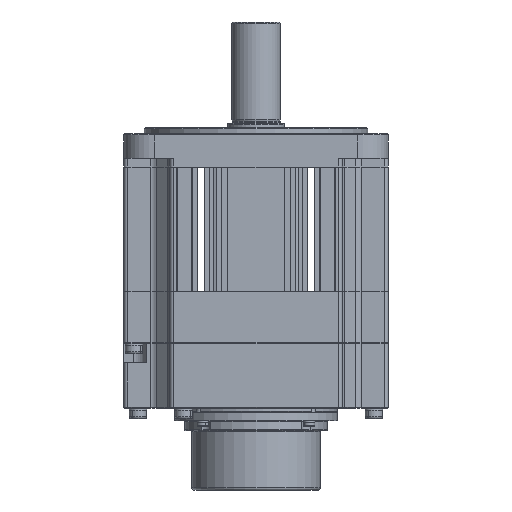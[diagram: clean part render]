
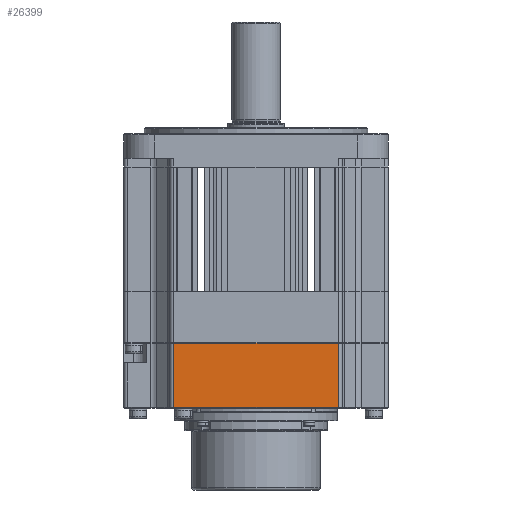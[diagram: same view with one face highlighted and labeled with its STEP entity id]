
A CAD part, front view. The second image highlights one B-rep face of the part: STEP entity #26399.
In plain terms, the highlighted planar face has unit normal (0, -1, 0).
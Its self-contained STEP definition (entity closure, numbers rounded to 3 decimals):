
#664 = VECTOR ( 'NONE', #794, 1000. ) ;
#794 = DIRECTION ( 'NONE',  ( 1., 0., 0. ) ) ;
#1197 = CARTESIAN_POINT ( 'NONE',  ( -41.258, -67.465, 6.6 ) ) ;
#3155 = DIRECTION ( 'NONE',  ( 0., 0., 1. ) ) ;
#3667 = FACE_OUTER_BOUND ( 'NONE', #44247, .T. ) ;
#4516 = VERTEX_POINT ( 'NONE', #1197 ) ;
#4556 = ORIENTED_EDGE ( 'NONE', *, *, #21882, .T. ) ;
#5460 = EDGE_CURVE ( 'NONE', #20168, #21579, #37780, .T. ) ;
#8640 = PLANE ( 'NONE',  #19692 ) ;
#10003 = LINE ( 'NONE', #32051, #664 ) ;
#13255 = EDGE_CURVE ( 'NONE', #4516, #14184, #10003, .T. ) ;
#13284 = CARTESIAN_POINT ( 'NONE',  ( -41.258, -67.465, 38.1 ) ) ;
#14184 = VERTEX_POINT ( 'NONE', #38808 ) ;
#15062 = ORIENTED_EDGE ( 'NONE', *, *, #13255, .T. ) ;
#15078 = DIRECTION ( 'NONE',  ( 1., 0., 0. ) ) ;
#15705 = CARTESIAN_POINT ( 'NONE',  ( -43.258, -67.465, 38.1 ) ) ;
#19221 = DIRECTION ( 'NONE',  ( -1., 0., 0. ) ) ;
#19692 = AXIS2_PLACEMENT_3D ( 'NONE', #15705, #40165, #19221 ) ;
#20168 = VERTEX_POINT ( 'NONE', #23829 ) ;
#21579 = VERTEX_POINT ( 'NONE', #39747 ) ;
#21882 = EDGE_CURVE ( 'NONE', #14184, #21579, #36110, .T. ) ;
#23829 = CARTESIAN_POINT ( 'NONE',  ( -41.258, -67.465, 38.1 ) ) ;
#24143 = CARTESIAN_POINT ( 'NONE',  ( 39.742, -67.465, 38.1 ) ) ;
#26278 = LINE ( 'NONE', #13284, #34519 ) ;
#26399 = ADVANCED_FACE ( 'NONE', ( #3667 ), #8640, .F. ) ;
#28751 = ORIENTED_EDGE ( 'NONE', *, *, #33916, .T. ) ;
#32051 = CARTESIAN_POINT ( 'NONE',  ( 39.742, -67.465, 6.6 ) ) ;
#32523 = CARTESIAN_POINT ( 'NONE',  ( -43.258, -67.465, 38.1 ) ) ;
#33916 = EDGE_CURVE ( 'NONE', #20168, #4516, #26278, .T. ) ;
#34519 = VECTOR ( 'NONE', #37786, 1000. ) ;
#36110 = LINE ( 'NONE', #24143, #44324 ) ;
#37780 = LINE ( 'NONE', #32523, #44897 ) ;
#37786 = DIRECTION ( 'NONE',  ( 0., 0., -1. ) ) ;
#38808 = CARTESIAN_POINT ( 'NONE',  ( 39.742, -67.465, 6.6 ) ) ;
#39747 = CARTESIAN_POINT ( 'NONE',  ( 39.742, -67.465, 38.1 ) ) ;
#40165 = DIRECTION ( 'NONE',  ( 0., 1., 0. ) ) ;
#43957 = ORIENTED_EDGE ( 'NONE', *, *, #5460, .F. ) ;
#44247 = EDGE_LOOP ( 'NONE', ( #28751, #15062, #4556, #43957 ) ) ;
#44324 = VECTOR ( 'NONE', #3155, 1000. ) ;
#44897 = VECTOR ( 'NONE', #15078, 1000. ) ;
